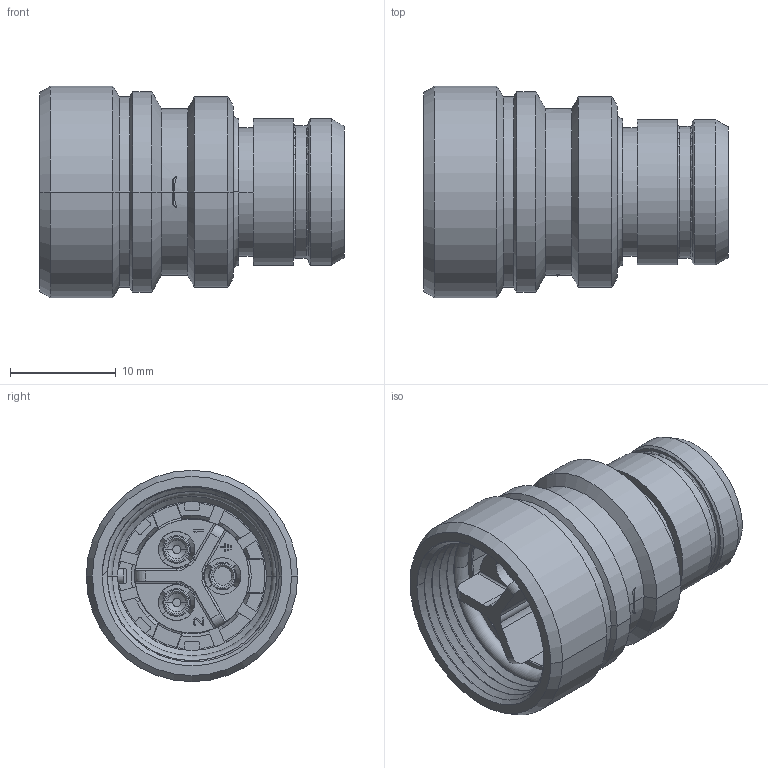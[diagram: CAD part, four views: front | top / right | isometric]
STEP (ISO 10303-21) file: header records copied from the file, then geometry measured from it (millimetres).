
FILE_DESCRIPTION((''),'2;1');
FILE_NAME('1331P193FS','2024-07-17T16:21:56',('paultorloting'),('NET AG system integration'),'CREO PARAMETRIC BY PTC INC, 2021404','CREO PARAMETRIC BY PTC INC, 2021404','');
FILE_SCHEMA(('AUTOMOTIVE_DESIGN { 1 0 10303 214 1 1 1 1 }'));
Length unit declared in the file: millimetre
Products named in the file (1): 1331P193FS
Bounding box: 28.8 x 20 x 20 mm (x, y, z)
Volume: 4031.6 mm3; surface area: 6151.5 mm2
Topology: 1 solids, 1 shells, 685 faces, 1746 edges, 1119 vertices
Faces by surface type: plane 321, cylinder 192, cone 106, torus 50, bspline 16
Entity records: 27788 total; most frequent: CARTESIAN_POINT 7819, ORIENTED_EDGE 3492, DIRECTION 3467, EDGE_CURVE 1746, AXIS2_PLACEMENT_3D 1249, VERTEX_POINT 1119, VECTOR 966, LINE 966
